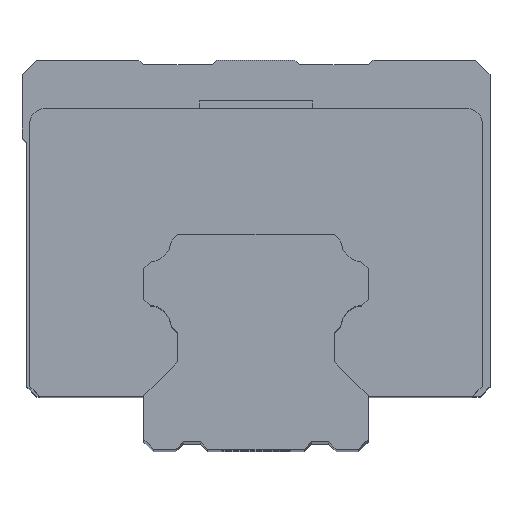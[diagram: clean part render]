
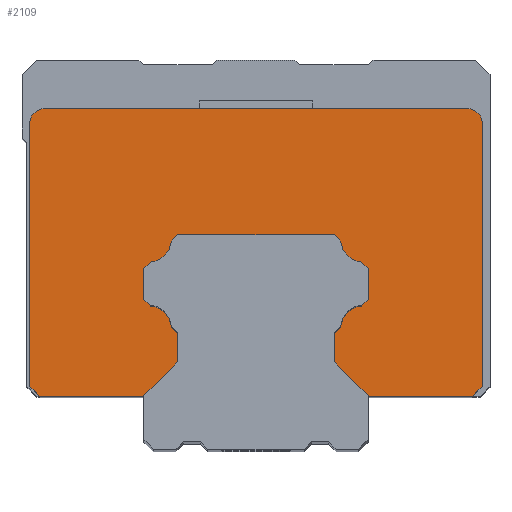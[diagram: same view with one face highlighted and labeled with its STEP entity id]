
A CAD part, top view. The second image highlights one B-rep face of the part: STEP entity #2109.
In plain terms, the highlighted planar face has unit normal (0, 0, 1).
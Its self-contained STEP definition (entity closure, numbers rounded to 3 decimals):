
#300=DIRECTION('',(0.,-1.,0.));
#301=VECTOR('',#300,3.);
#302=CARTESIAN_POINT('',(-8.05,11.95,41.));
#303=LINE('',#302,#301);
#328=DIRECTION('',(0.,-1.,0.));
#329=VECTOR('',#328,3.15);
#330=CARTESIAN_POINT('',(-11.5,18.55,41.));
#331=LINE('',#330,#329);
#348=DIRECTION('',(-1.,0.,0.));
#349=VECTOR('',#348,16.1);
#350=CARTESIAN_POINT('',(8.05,22.,41.));
#351=LINE('',#350,#349);
#372=DIRECTION('',(0.,1.,0.));
#373=VECTOR('',#372,3.15);
#374=CARTESIAN_POINT('',(11.5,15.4,41.));
#375=LINE('',#374,#373);
#396=DIRECTION('',(0.,1.,0.));
#397=VECTOR('',#396,3.);
#398=CARTESIAN_POINT('',(8.05,8.95,41.));
#399=LINE('',#398,#397);
#618=DIRECTION('',(-1.,0.,0.));
#619=VECTOR('',#618,10.7);
#620=CARTESIAN_POINT('',(22.2,5.5,41.));
#621=LINE('',#620,#619);
#622=DIRECTION('',(0.707,-0.707,0.));
#623=VECTOR('',#622,4.879);
#624=CARTESIAN_POINT('',(8.05,8.95,41.));
#625=LINE('',#624,#623);
#626=DIRECTION('',(-0.707,-0.707,0.));
#627=VECTOR('',#626,0.918);
#628=CARTESIAN_POINT('',(8.699,12.599,41.));
#629=LINE('',#628,#627);
#630=CARTESIAN_POINT('',(10.995,12.455,41.));
#631=DIRECTION('',(0.,0.,1.));
#632=DIRECTION('',(-0.063,0.998,0.));
#633=AXIS2_PLACEMENT_3D('',#630,#631,#632);
#635=DIRECTION('',(-0.707,-0.707,0.));
#636=VECTOR('',#635,0.918);
#637=CARTESIAN_POINT('',(11.5,15.4,41.));
#638=LINE('',#637,#636);
#639=DIRECTION('',(0.707,-0.707,0.));
#640=VECTOR('',#639,0.918);
#641=CARTESIAN_POINT('',(10.851,19.199,41.));
#642=LINE('',#641,#640);
#643=CARTESIAN_POINT('',(10.995,21.495,41.));
#644=DIRECTION('',(0.,0.,1.));
#645=DIRECTION('',(-0.998,-0.063,0.));
#646=AXIS2_PLACEMENT_3D('',#643,#644,#645);
#648=DIRECTION('',(0.707,-0.707,0.));
#649=VECTOR('',#648,0.918);
#650=CARTESIAN_POINT('',(8.05,22.,41.));
#651=LINE('',#650,#649);
#652=DIRECTION('',(0.707,0.707,0.));
#653=VECTOR('',#652,0.918);
#654=CARTESIAN_POINT('',(-8.699,21.351,41.));
#655=LINE('',#654,#653);
#656=CARTESIAN_POINT('',(-10.995,21.495,41.));
#657=DIRECTION('',(0.,0.,1.));
#658=DIRECTION('',(0.063,-0.998,0.));
#659=AXIS2_PLACEMENT_3D('',#656,#657,#658);
#661=DIRECTION('',(0.707,0.707,0.));
#662=VECTOR('',#661,0.918);
#663=CARTESIAN_POINT('',(-11.5,18.55,41.));
#664=LINE('',#663,#662);
#665=DIRECTION('',(-0.707,0.707,0.));
#666=VECTOR('',#665,0.918);
#667=CARTESIAN_POINT('',(-10.851,14.751,41.));
#668=LINE('',#667,#666);
#669=CARTESIAN_POINT('',(-10.995,12.455,41.));
#670=DIRECTION('',(0.,0.,1.));
#671=DIRECTION('',(0.998,0.063,0.));
#672=AXIS2_PLACEMENT_3D('',#669,#670,#671);
#674=DIRECTION('',(-0.707,0.707,0.));
#675=VECTOR('',#674,0.918);
#676=CARTESIAN_POINT('',(-8.05,11.95,41.));
#677=LINE('',#676,#675);
#678=DIRECTION('',(0.707,0.707,0.));
#679=VECTOR('',#678,4.879);
#680=CARTESIAN_POINT('',(-11.5,5.5,41.));
#681=LINE('',#680,#679);
#682=DIRECTION('',(-1.,0.,0.));
#683=VECTOR('',#682,10.7);
#684=CARTESIAN_POINT('',(-11.5,5.5,41.));
#685=LINE('',#684,#683);
#686=DIRECTION('',(0.707,-0.707,0.));
#687=VECTOR('',#686,1.414);
#688=CARTESIAN_POINT('',(-23.2,6.5,41.));
#689=LINE('',#688,#687);
#690=CARTESIAN_POINT('',(-21.7,33.5,41.));
#691=DIRECTION('',(0.,0.,1.));
#692=DIRECTION('',(0.,1.,0.));
#693=AXIS2_PLACEMENT_3D('',#690,#691,#692);
#695=CARTESIAN_POINT('',(21.7,33.5,41.));
#696=DIRECTION('',(0.,0.,1.));
#697=DIRECTION('',(1.,0.,0.));
#698=AXIS2_PLACEMENT_3D('',#695,#696,#697);
#700=DIRECTION('',(0.707,0.707,0.));
#701=VECTOR('',#700,1.414);
#702=CARTESIAN_POINT('',(22.2,5.5,41.));
#703=LINE('',#702,#701);
#708=DIRECTION('',(0.,1.,0.));
#709=VECTOR('',#708,27.);
#710=CARTESIAN_POINT('',(-23.2,6.5,41.));
#711=LINE('',#710,#709);
#732=DIRECTION('',(1.,0.,0.));
#733=VECTOR('',#732,43.4);
#734=CARTESIAN_POINT('',(-21.7,35.,41.));
#735=LINE('',#734,#733);
#780=DIRECTION('',(0.,-1.,0.));
#781=VECTOR('',#780,27.);
#782=CARTESIAN_POINT('',(23.2,33.5,41.));
#783=LINE('',#782,#781);
#1106=CARTESIAN_POINT('',(-11.5,5.5,41.));
#1107=CARTESIAN_POINT('',(-8.05,8.95,41.));
#1108=VERTEX_POINT('',#1106);
#1109=VERTEX_POINT('',#1107);
#1110=CARTESIAN_POINT('',(-8.699,12.599,41.));
#1111=CARTESIAN_POINT('',(-10.851,14.751,41.));
#1112=VERTEX_POINT('',#1110);
#1113=VERTEX_POINT('',#1111);
#1114=CARTESIAN_POINT('',(-11.5,15.4,41.));
#1115=VERTEX_POINT('',#1114);
#1116=CARTESIAN_POINT('',(-11.5,18.55,41.));
#1117=VERTEX_POINT('',#1116);
#1118=CARTESIAN_POINT('',(-10.851,19.199,41.));
#1119=VERTEX_POINT('',#1118);
#1120=CARTESIAN_POINT('',(-8.699,21.351,41.));
#1121=VERTEX_POINT('',#1120);
#1122=CARTESIAN_POINT('',(-8.05,11.95,41.));
#1123=VERTEX_POINT('',#1122);
#1124=CARTESIAN_POINT('',(11.5,15.4,41.));
#1125=CARTESIAN_POINT('',(11.5,18.55,41.));
#1126=VERTEX_POINT('',#1124);
#1127=VERTEX_POINT('',#1125);
#1128=CARTESIAN_POINT('',(10.851,14.751,41.));
#1129=VERTEX_POINT('',#1128);
#1130=CARTESIAN_POINT('',(8.699,21.351,41.));
#1131=CARTESIAN_POINT('',(10.851,19.199,41.));
#1132=VERTEX_POINT('',#1130);
#1133=VERTEX_POINT('',#1131);
#1134=CARTESIAN_POINT('',(22.2,5.5,41.));
#1135=CARTESIAN_POINT('',(23.2,6.5,41.));
#1136=VERTEX_POINT('',#1134);
#1137=VERTEX_POINT('',#1135);
#1138=CARTESIAN_POINT('',(23.2,33.5,41.));
#1139=VERTEX_POINT('',#1138);
#1140=CARTESIAN_POINT('',(21.7,35.,41.));
#1141=VERTEX_POINT('',#1140);
#1142=CARTESIAN_POINT('',(-21.7,35.,41.));
#1143=VERTEX_POINT('',#1142);
#1144=CARTESIAN_POINT('',(-23.2,33.5,41.));
#1145=VERTEX_POINT('',#1144);
#1146=CARTESIAN_POINT('',(-23.2,6.5,41.));
#1147=VERTEX_POINT('',#1146);
#1148=CARTESIAN_POINT('',(-22.2,5.5,41.));
#1149=VERTEX_POINT('',#1148);
#1150=CARTESIAN_POINT('',(8.699,12.599,41.));
#1151=VERTEX_POINT('',#1150);
#1152=CARTESIAN_POINT('',(8.05,11.95,41.));
#1153=VERTEX_POINT('',#1152);
#1154=CARTESIAN_POINT('',(8.05,8.95,41.));
#1155=VERTEX_POINT('',#1154);
#1156=CARTESIAN_POINT('',(11.5,5.5,41.));
#1157=VERTEX_POINT('',#1156);
#1158=CARTESIAN_POINT('',(-8.05,22.,41.));
#1159=VERTEX_POINT('',#1158);
#1160=CARTESIAN_POINT('',(8.05,22.,41.));
#1161=VERTEX_POINT('',#1160);
#2067=CARTESIAN_POINT('',(-23.2,5.5,41.));
#2068=DIRECTION('',(0.,0.,1.));
#2069=DIRECTION('',(1.,0.,0.));
#2070=AXIS2_PLACEMENT_3D('',#2067,#2068,#2069);
#2071=PLANE('',#2070);
#2072=ORIENTED_EDGE('',*,*,#1851,.T.);
#2073=ORIENTED_EDGE('',*,*,#1836,.F.);
#2074=ORIENTED_EDGE('',*,*,#1821,.T.);
#2075=ORIENTED_EDGE('',*,*,#1806,.F.);
#2076=ORIENTED_EDGE('',*,*,#1791,.F.);
#2077=ORIENTED_EDGE('',*,*,#1776,.F.);
#2078=ORIENTED_EDGE('',*,*,#1761,.T.);
#2079=ORIENTED_EDGE('',*,*,#1746,.F.);
#2080=ORIENTED_EDGE('',*,*,#1731,.F.);
#2081=ORIENTED_EDGE('',*,*,#1716,.F.);
#2082=ORIENTED_EDGE('',*,*,#1701,.T.);
#2083=ORIENTED_EDGE('',*,*,#1686,.F.);
#2084=ORIENTED_EDGE('',*,*,#1671,.F.);
#2085=ORIENTED_EDGE('',*,*,#1656,.F.);
#2086=ORIENTED_EDGE('',*,*,#1641,.T.);
#2087=ORIENTED_EDGE('',*,*,#1626,.F.);
#2088=ORIENTED_EDGE('',*,*,#1611,.F.);
#2089=ORIENTED_EDGE('',*,*,#1596,.F.);
#2090=ORIENTED_EDGE('',*,*,#1581,.T.);
#2091=ORIENTED_EDGE('',*,*,#1566,.F.);
#2092=ORIENTED_EDGE('',*,*,#1551,.T.);
#2094=ORIENTED_EDGE('',*,*,#2093,.F.);
#2096=ORIENTED_EDGE('',*,*,#2095,.T.);
#2098=ORIENTED_EDGE('',*,*,#2097,.F.);
#2100=ORIENTED_EDGE('',*,*,#2099,.T.);
#2102=ORIENTED_EDGE('',*,*,#2101,.F.);
#2104=ORIENTED_EDGE('',*,*,#2103,.T.);
#2106=ORIENTED_EDGE('',*,*,#2105,.F.);
#2107=EDGE_LOOP('',(#2072,#2073,#2074,#2075,#2076,#2077,#2078,#2079,#2080,#2081,
#2082,#2083,#2084,#2085,#2086,#2087,#2088,#2089,#2090,#2091,#2092,#2094,#2096,
#2098,#2100,#2102,#2104,#2106));
#2108=FACE_OUTER_BOUND('',#2107,.F.);
#2109=ADVANCED_FACE('',(#2108),#2071,.T.);
#634=CIRCLE('',#633,2.3);
#647=CIRCLE('',#646,2.3);
#660=CIRCLE('',#659,2.3);
#673=CIRCLE('',#672,2.3);
#694=CIRCLE('',#693,1.5);
#699=CIRCLE('',#698,1.5);
#1551=EDGE_CURVE('',#1108,#1149,#685,.T.);
#1566=EDGE_CURVE('',#1108,#1109,#681,.T.);
#1581=EDGE_CURVE('',#1123,#1109,#303,.T.);
#1596=EDGE_CURVE('',#1123,#1112,#677,.T.);
#1611=EDGE_CURVE('',#1112,#1113,#673,.T.);
#1626=EDGE_CURVE('',#1113,#1115,#668,.T.);
#1641=EDGE_CURVE('',#1117,#1115,#331,.T.);
#1656=EDGE_CURVE('',#1117,#1119,#664,.T.);
#1671=EDGE_CURVE('',#1119,#1121,#660,.T.);
#1686=EDGE_CURVE('',#1121,#1159,#655,.T.);
#1701=EDGE_CURVE('',#1161,#1159,#351,.T.);
#1716=EDGE_CURVE('',#1161,#1132,#651,.T.);
#1731=EDGE_CURVE('',#1132,#1133,#647,.T.);
#1746=EDGE_CURVE('',#1133,#1127,#642,.T.);
#1761=EDGE_CURVE('',#1126,#1127,#375,.T.);
#1776=EDGE_CURVE('',#1126,#1129,#638,.T.);
#1791=EDGE_CURVE('',#1129,#1151,#634,.T.);
#1806=EDGE_CURVE('',#1151,#1153,#629,.T.);
#1821=EDGE_CURVE('',#1155,#1153,#399,.T.);
#1836=EDGE_CURVE('',#1155,#1157,#625,.T.);
#1851=EDGE_CURVE('',#1136,#1157,#621,.T.);
#2093=EDGE_CURVE('',#1147,#1149,#689,.T.);
#2095=EDGE_CURVE('',#1147,#1145,#711,.T.);
#2097=EDGE_CURVE('',#1143,#1145,#694,.T.);
#2099=EDGE_CURVE('',#1143,#1141,#735,.T.);
#2101=EDGE_CURVE('',#1139,#1141,#699,.T.);
#2103=EDGE_CURVE('',#1139,#1137,#783,.T.);
#2105=EDGE_CURVE('',#1136,#1137,#703,.T.);
